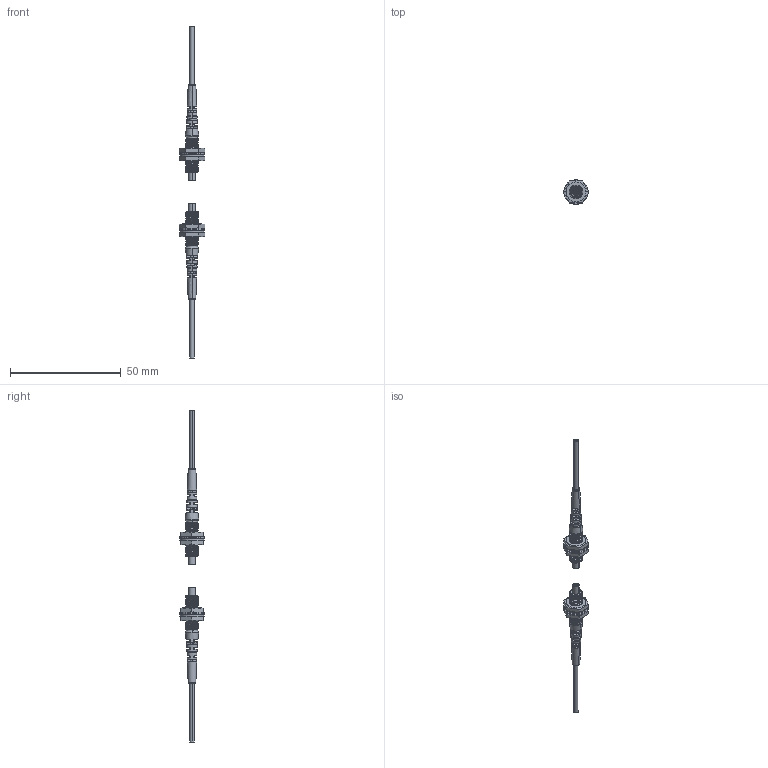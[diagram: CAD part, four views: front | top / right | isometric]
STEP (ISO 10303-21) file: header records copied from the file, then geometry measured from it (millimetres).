
FILE_DESCRIPTION (( 'STEP AP214' ), '1' );
FILE_NAME ('OFM6-TR.STEP', '2020-05-28T07:53:55', ( 'managet2' ), ( '' ), 'SwSTEP 2.0', 'SolidWorks 2016', '' );
FILE_SCHEMA (( 'AUTOMOTIVE_DESIGN' ));
Length unit declared in the file: millimetre
Products named in the file (14): toothed lock washer_a_jis_JIS B 1255 A 6; Ãàéêà-1; OFM6-TR-1; OFM6-TR
Assembly tree (10 placements, depth 2):
  toothed lock washer_a_jis_JIS B 1255 A 6
  Ãàéêà-1
  Ãàéêà-1
  Ãàéêà-1
  Ãàéêà-1
Bounding box: 11.55 x 11 x 150 mm (x, y, z)
Volume: 2212.9 mm3; surface area: 5788.8 mm2
Topology: 16 solids, 16 shells, 502 faces, 1380 edges, 888 vertices
Faces by surface type: cylinder 262, plane 182, bspline 46, cone 12
Entity records: 11171 total; most frequent: CARTESIAN_POINT 6561, ORIENTED_EDGE 1042, DIRECTION 742, EDGE_CURVE 521, VERTEX_POINT 333, AXIS2_PLACEMENT_3D 271, EDGE_LOOP 212, VECTOR 200
